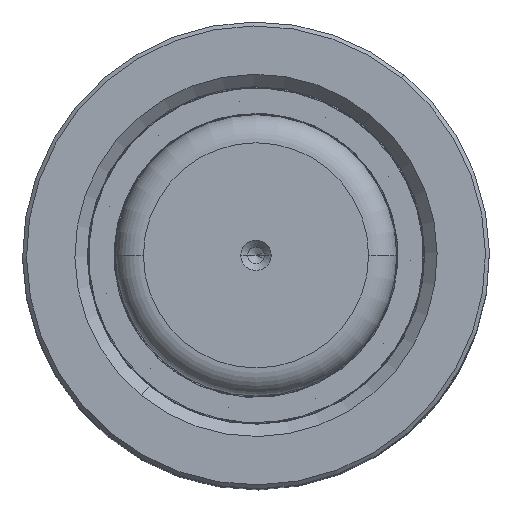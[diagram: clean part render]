
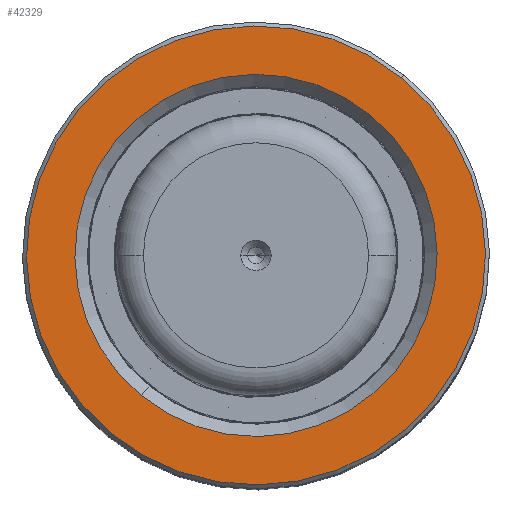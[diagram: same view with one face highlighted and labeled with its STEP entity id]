
A CAD part, top view. The second image highlights one B-rep face of the part: STEP entity #42329.
In plain terms, the highlighted planar face has unit normal (0, 0, 1).
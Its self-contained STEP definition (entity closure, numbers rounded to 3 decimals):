
#507 = DIRECTION ( 'NONE',  ( 0., 0., 1. ) ) ;
#2287 = CARTESIAN_POINT ( 'NONE',  ( 0., 0., 120. ) ) ;
#4862 = VERTEX_POINT ( 'NONE', #45714 ) ;
#9579 = CARTESIAN_POINT ( 'NONE',  ( 40.8, 0., 120. ) ) ;
#10610 = ORIENTED_EDGE ( 'NONE', *, *, #29763, .T. ) ;
#10676 = PLANE ( 'NONE',  #27358 ) ;
#11904 = AXIS2_PLACEMENT_3D ( 'NONE', #54830, #44920, #19634 ) ;
#11918 = DIRECTION ( 'NONE',  ( 1., 0., 0. ) ) ;
#13081 = CIRCLE ( 'NONE', #11904, 40.8 ) ;
#14826 = CIRCLE ( 'NONE', #49558, 40.8 ) ;
#15614 = EDGE_CURVE ( 'NONE', #4862, #19403, #61396, .T. ) ;
#18813 = ORIENTED_EDGE ( 'NONE', *, *, #52851, .T. ) ;
#19403 = VERTEX_POINT ( 'NONE', #38058 ) ;
#19634 = DIRECTION ( 'NONE',  ( 1., 0., 0. ) ) ;
#20198 = DIRECTION ( 'NONE',  ( 0., 0., -1. ) ) ;
#20361 = CARTESIAN_POINT ( 'NONE',  ( 0., 0., 120. ) ) ;
#20442 = DIRECTION ( 'NONE',  ( 0., 0., -1. ) ) ;
#25220 = CARTESIAN_POINT ( 'NONE',  ( 0., 0., 120. ) ) ;
#25605 = VERTEX_POINT ( 'NONE', #36921 ) ;
#27124 = DIRECTION ( 'NONE',  ( 1., 0., 0. ) ) ;
#27358 = AXIS2_PLACEMENT_3D ( 'NONE', #50158, #40064, #11918 ) ;
#28583 = CIRCLE ( 'NONE', #50205, 32.2 ) ;
#29763 = EDGE_CURVE ( 'NONE', #19403, #4862, #28583, .T. ) ;
#31664 = EDGE_LOOP ( 'NONE', ( #41282, #18813 ) ) ;
#35094 = FACE_BOUND ( 'NONE', #59810, .T. ) ;
#36921 = CARTESIAN_POINT ( 'NONE',  ( -40.8, 0., 120. ) ) ;
#38058 = CARTESIAN_POINT ( 'NONE',  ( 32.2, 0., 120. ) ) ;
#40064 = DIRECTION ( 'NONE',  ( 0., 0., 1. ) ) ;
#41282 = ORIENTED_EDGE ( 'NONE', *, *, #46633, .T. ) ;
#42329 = ADVANCED_FACE ( 'NONE', ( #45900, #35094 ), #10676, .T. ) ;
#44689 = VERTEX_POINT ( 'NONE', #9579 ) ;
#44920 = DIRECTION ( 'NONE',  ( 0., 0., 1. ) ) ;
#44981 = DIRECTION ( 'NONE',  ( 1., 0., 0. ) ) ;
#45024 = AXIS2_PLACEMENT_3D ( 'NONE', #25220, #20198, #59715 ) ;
#45714 = CARTESIAN_POINT ( 'NONE',  ( -32.2, 0., 120. ) ) ;
#45900 = FACE_OUTER_BOUND ( 'NONE', #31664, .T. ) ;
#46633 = EDGE_CURVE ( 'NONE', #25605, #44689, #14826, .T. ) ;
#49558 = AXIS2_PLACEMENT_3D ( 'NONE', #20361, #507, #44981 ) ;
#50011 = ORIENTED_EDGE ( 'NONE', *, *, #15614, .T. ) ;
#50158 = CARTESIAN_POINT ( 'NONE',  ( 0., 0., 120. ) ) ;
#50205 = AXIS2_PLACEMENT_3D ( 'NONE', #2287, #20442, #27124 ) ;
#52851 = EDGE_CURVE ( 'NONE', #44689, #25605, #13081, .T. ) ;
#54830 = CARTESIAN_POINT ( 'NONE',  ( 0., 0., 120. ) ) ;
#59715 = DIRECTION ( 'NONE',  ( 1., 0., 0. ) ) ;
#59810 = EDGE_LOOP ( 'NONE', ( #10610, #50011 ) ) ;
#61396 = CIRCLE ( 'NONE', #45024, 32.2 ) ;
